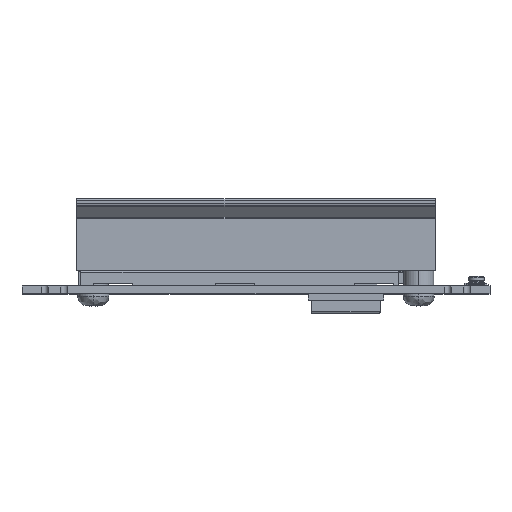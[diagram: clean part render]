
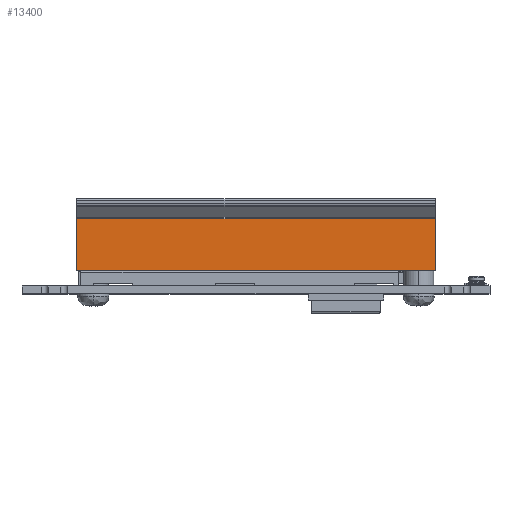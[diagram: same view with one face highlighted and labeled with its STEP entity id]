
A CAD part, top view. The second image highlights one B-rep face of the part: STEP entity #13400.
In plain terms, the highlighted face is planar.
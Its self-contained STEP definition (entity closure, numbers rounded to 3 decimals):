
#10927=DIRECTION('',(0.,-1.,0.));
#10928=VECTOR('',#10927,6.6);
#10929=CARTESIAN_POINT('',(11.7,6.6,-23.));
#10930=LINE('',#10929,#10928);
#11580=DIRECTION('',(0.,-1.,0.));
#11581=VECTOR('',#11580,6.6);
#11582=CARTESIAN_POINT('',(11.7,6.6,23.));
#11583=LINE('',#11582,#11581);
#11920=DIRECTION('',(0.,0.,1.));
#11921=VECTOR('',#11920,46.);
#11922=CARTESIAN_POINT('',(11.7,6.6,-23.));
#11923=LINE('',#11922,#11921);
#12198=DIRECTION('',(0.,0.,1.));
#12199=VECTOR('',#12198,46.);
#12200=CARTESIAN_POINT('',(11.7,0.,-23.));
#12201=LINE('',#12200,#12199);
#12469=CARTESIAN_POINT('',(11.7,0.,-23.));
#12470=CARTESIAN_POINT('',(11.7,0.,23.));
#12471=VERTEX_POINT('',#12469);
#12472=VERTEX_POINT('',#12470);
#12505=CARTESIAN_POINT('',(11.7,6.6,-23.));
#12506=VERTEX_POINT('',#12505);
#12511=CARTESIAN_POINT('',(11.7,6.6,23.));
#12512=VERTEX_POINT('',#12511);
#13387=CARTESIAN_POINT('',(11.7,9.2,-23.));
#13388=DIRECTION('',(-1.,0.,0.));
#13389=DIRECTION('',(0.,-1.,0.));
#13390=AXIS2_PLACEMENT_3D('',#13387,#13388,#13389);
#13391=PLANE('',#13390);
#13392=ORIENTED_EDGE('',*,*,#12832,.T.);
#13394=ORIENTED_EDGE('',*,*,#13393,.T.);
#13395=ORIENTED_EDGE('',*,*,#13102,.F.);
#13397=ORIENTED_EDGE('',*,*,#13396,.F.);
#13398=EDGE_LOOP('',(#13392,#13394,#13395,#13397));
#13399=FACE_OUTER_BOUND('',#13398,.F.);
#12832=EDGE_CURVE('',#12506,#12471,#10930,.T.);
#13102=EDGE_CURVE('',#12512,#12472,#11583,.T.);
#13393=EDGE_CURVE('',#12471,#12472,#12201,.T.);
#13396=EDGE_CURVE('',#12506,#12512,#11923,.T.);
#13400=ADVANCED_FACE('',(#13399),#13391,.F.);
